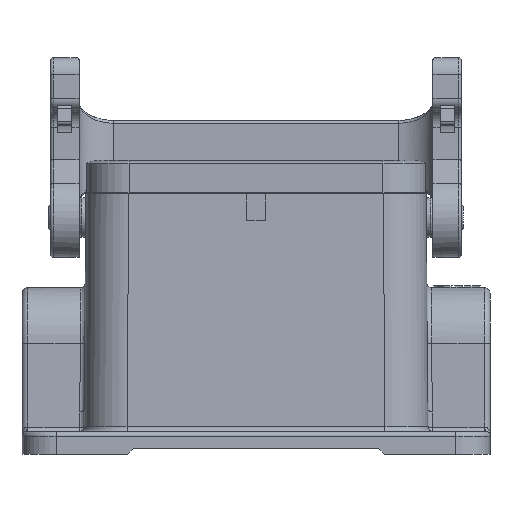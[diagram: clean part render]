
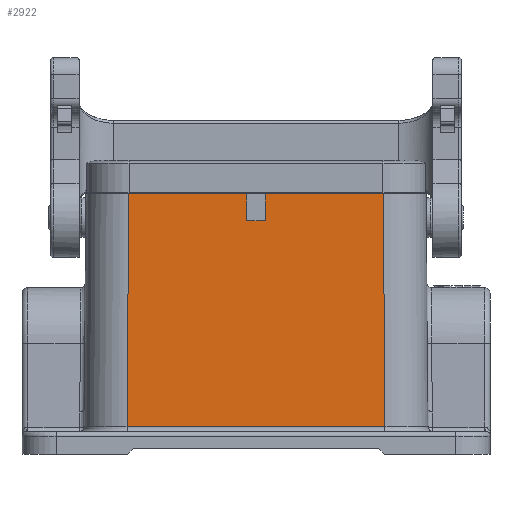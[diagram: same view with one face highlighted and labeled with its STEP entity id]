
A CAD part, front view. The second image highlights one B-rep face of the part: STEP entity #2922.
In plain terms, the highlighted planar face has unit normal (0, -1, 0.006).
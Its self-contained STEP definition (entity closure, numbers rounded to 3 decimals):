
#2922=ADVANCED_FACE('',(#3627),#3330,.T.);
#3330=PLANE('',#14285);
#3627=FACE_OUTER_BOUND('',#4148,.T.);
#4148=EDGE_LOOP('',(#5693,#5694,#5695,#5696,#5697,#5698,#5699,#5700));
#5693=ORIENTED_EDGE('',*,*,#8608,.T.);
#5694=ORIENTED_EDGE('',*,*,#8609,.T.);
#5695=ORIENTED_EDGE('',*,*,#8610,.T.);
#5696=ORIENTED_EDGE('',*,*,#8383,.T.);
#5697=ORIENTED_EDGE('',*,*,#8611,.F.);
#5698=ORIENTED_EDGE('',*,*,#8612,.F.);
#5699=ORIENTED_EDGE('',*,*,#8613,.F.);
#5700=ORIENTED_EDGE('',*,*,#8389,.T.);
#7426=VERTEX_POINT('',#22550);
#7427=VERTEX_POINT('',#22551);
#7430=VERTEX_POINT('',#22559);
#7431=VERTEX_POINT('',#22561);
#7616=VERTEX_POINT('',#23043);
#7617=VERTEX_POINT('',#23045);
#7618=VERTEX_POINT('',#23048);
#7619=VERTEX_POINT('',#23050);
#8383=EDGE_CURVE('',#7426,#7427,#11299,.T.);
#8389=EDGE_CURVE('',#7431,#7430,#11301,.T.);
#8608=EDGE_CURVE('',#7430,#7616,#11438,.T.);
#8609=EDGE_CURVE('',#7616,#7617,#11439,.T.);
#8610=EDGE_CURVE('',#7617,#7426,#11440,.T.);
#8611=EDGE_CURVE('',#7618,#7427,#11441,.T.);
#8612=EDGE_CURVE('',#7619,#7618,#11442,.T.);
#8613=EDGE_CURVE('',#7431,#7619,#11443,.T.);
#11299=LINE('',#22549,#12089);
#11301=LINE('',#22560,#12091);
#11438=LINE('',#23042,#12228);
#11439=LINE('',#23044,#12229);
#11440=LINE('',#23046,#12230);
#11441=LINE('',#23047,#12231);
#11442=LINE('',#23049,#12232);
#11443=LINE('',#23051,#12233);
#12089=VECTOR('',#15710,1.);
#12091=VECTOR('',#15720,1.);
#12228=VECTOR('',#16097,1.);
#12229=VECTOR('',#16098,1.);
#12230=VECTOR('',#16099,1.);
#12231=VECTOR('',#16100,1.);
#12232=VECTOR('',#16101,1.);
#12233=VECTOR('',#16102,1.);
#14285=AXIS2_PLACEMENT_3D('',#23052,#16103,#16104);
#15710=DIRECTION('',(-1.,0.,0.));
#15720=DIRECTION('',(-1.,0.,0.));
#16097=DIRECTION('',(-0.007,-0.006,-1.));
#16098=DIRECTION('',(1.,0.,0.));
#16099=DIRECTION('',(-0.007,0.006,1.));
#16100=DIRECTION('',(0.,0.006,1.));
#16101=DIRECTION('',(1.,0.,0.));
#16102=DIRECTION('',(0.,-0.006,-1.));
#16103=DIRECTION('',(0.,-1.,0.006));
#16104=DIRECTION('',(0.,0.006,1.));
#22549=CARTESIAN_POINT('',(45.1,-21.5,5.7));
#22550=CARTESIAN_POINT('',(22.3,-21.5,5.7));
#22551=CARTESIAN_POINT('',(1.6,-21.5,5.7));
#22559=CARTESIAN_POINT('',(-22.3,-21.5,5.7));
#22560=CARTESIAN_POINT('',(45.1,-21.5,5.7));
#22561=CARTESIAN_POINT('',(-1.6,-21.5,5.7));
#23042=CARTESIAN_POINT('',(-22.597,-21.747,-35.462));
#23043=CARTESIAN_POINT('',(-22.594,-21.745,-35.155));
#23044=CARTESIAN_POINT('',(22.6,-21.745,-35.155));
#23045=CARTESIAN_POINT('',(22.594,-21.745,-35.155));
#23046=CARTESIAN_POINT('',(22.601,-21.751,-36.112));
#23047=CARTESIAN_POINT('',(1.6,-21.75,-35.95));
#23048=CARTESIAN_POINT('',(1.6,-21.528,1.));
#23049=CARTESIAN_POINT('',(45.1,-21.528,1.));
#23050=CARTESIAN_POINT('',(-1.6,-21.528,1.));
#23051=CARTESIAN_POINT('',(-1.6,-21.75,-35.95));
#23052=CARTESIAN_POINT('',(45.1,-21.75,-35.95));
